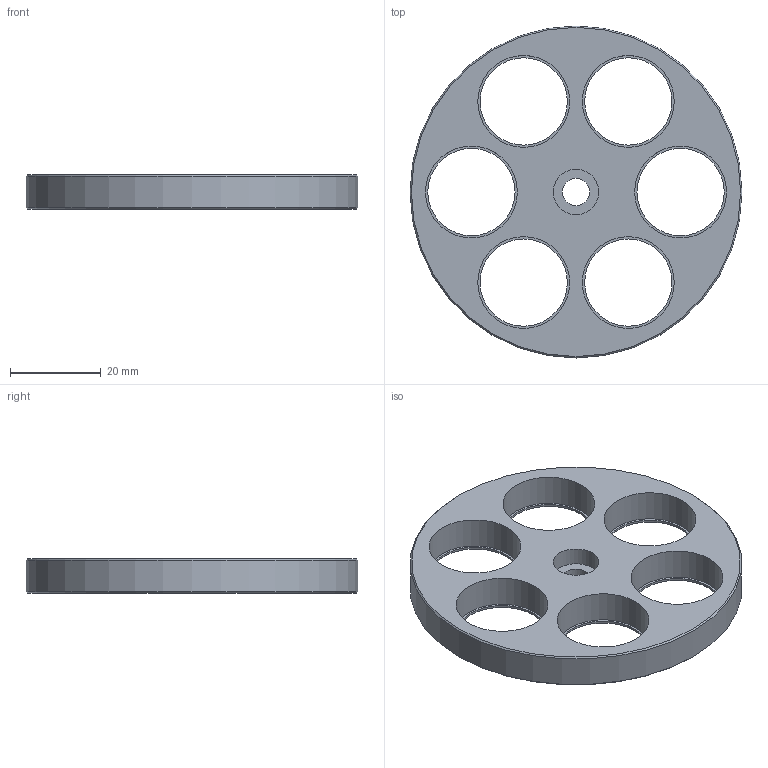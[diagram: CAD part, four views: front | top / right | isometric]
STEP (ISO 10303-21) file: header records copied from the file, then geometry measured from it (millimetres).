
FILE_DESCRIPTION(/* description */ (''),/* implementation_level */ '2;1');
FILE_NAME(/* name */ 'Диск_d20_1.stp',/* time_stamp */ '2020-02-13T09:45:34+03:00',/* author */ ('SergeyTen'),/* organization */ (''),/* preprocessor_version */ 'ST-DEVELOPER v17',/* originating_system */ 'Autodesk Inventor 2018',/* authorisation */ '');
FILE_SCHEMA (('AUTOMOTIVE_DESIGN { 1 0 10303 214 3 1 1 }'));
Length unit declared in the file: millimetre
Products named in the file (1): Диск_d20_1
Bounding box: 73 x 73 x 7.5 mm (x, y, z)
Volume: 16628.2 mm3; surface area: 9517 mm2
Topology: 1 solids, 1 shells, 26 faces, 63 edges, 46 vertices
Faces by surface type: cylinder 15, plane 9, cone 2
Full cylindrical faces by diameter (mm): 6 x1, 10 x1, 19.2 x6, 20.2 x6, 73 x1
Entity records: 876 total; most frequent: DIRECTION 163, CARTESIAN_POINT 136, ORIENTED_EDGE 126, AXIS2_PLACEMENT_3D 73, EDGE_CURVE 63, EDGE_LOOP 47, CIRCLE 46, VERTEX_POINT 46
